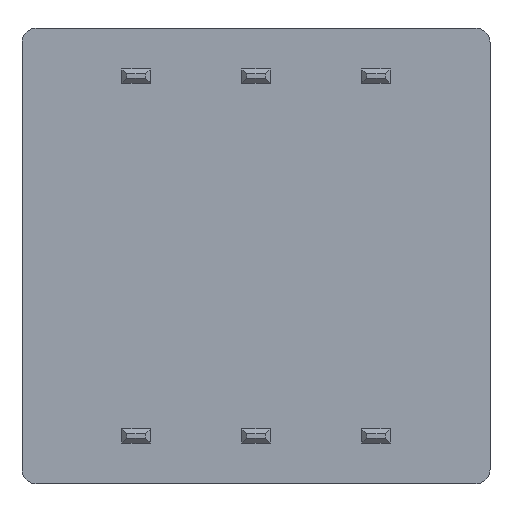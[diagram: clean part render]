
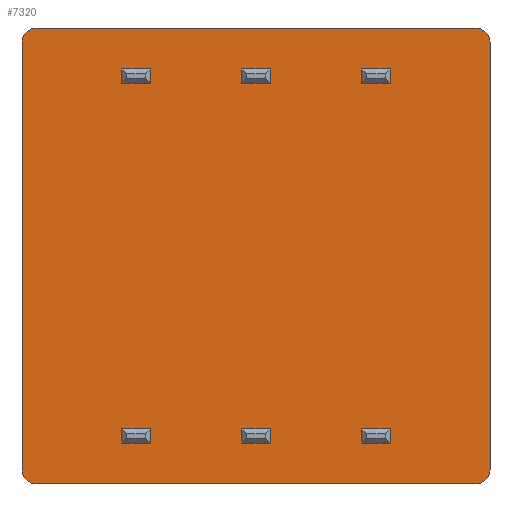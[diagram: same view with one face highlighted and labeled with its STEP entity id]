
A CAD part, front view. The second image highlights one B-rep face of the part: STEP entity #7320.
In plain terms, the highlighted planar face has unit normal (0, -1, 0).
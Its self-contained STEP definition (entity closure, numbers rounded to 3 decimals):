
#513=FACE_BOUND('',#1526,.T.);
#514=FACE_BOUND('',#1527,.T.);
#515=FACE_BOUND('',#1528,.T.);
#516=FACE_BOUND('',#1529,.T.);
#517=FACE_BOUND('',#1530,.T.);
#518=FACE_BOUND('',#1531,.T.);
#735=PLANE('',#7589);
#1116=FACE_OUTER_BOUND('',#1525,.T.);
#1525=EDGE_LOOP('',(#6573,#6574,#6575,#6576,#6577,#6578,#6579,#6580));
#1526=EDGE_LOOP('',(#6581,#6582,#6583,#6584));
#1527=EDGE_LOOP('',(#6585,#6586,#6587,#6588));
#1528=EDGE_LOOP('',(#6589,#6590,#6591,#6592));
#1529=EDGE_LOOP('',(#6593,#6594,#6595,#6596));
#1530=EDGE_LOOP('',(#6597,#6598,#6599,#6600));
#1531=EDGE_LOOP('',(#6601,#6602,#6603,#6604));
#1536=LINE('',#8776,#2213);
#1640=LINE('',#9557,#2317);
#1649=LINE('',#9579,#2326);
#1665=LINE('',#9616,#2342);
#1668=LINE('',#9621,#2345);
#1682=LINE('',#9651,#2359);
#1685=LINE('',#9656,#2362);
#1699=LINE('',#9686,#2376);
#1702=LINE('',#9691,#2379);
#1716=LINE('',#9721,#2393);
#1719=LINE('',#9726,#2396);
#1733=LINE('',#9756,#2410);
#1736=LINE('',#9761,#2413);
#1750=LINE('',#9791,#2427);
#1753=LINE('',#9796,#2430);
#1755=LINE('',#9801,#2432);
#1756=LINE('',#9803,#2433);
#1758=LINE('',#9807,#2435);
#1759=LINE('',#9809,#2436);
#1761=LINE('',#9813,#2438);
#1762=LINE('',#9815,#2439);
#1764=LINE('',#9819,#2441);
#1765=LINE('',#9821,#2442);
#1767=LINE('',#9825,#2444);
#1768=LINE('',#9827,#2445);
#1770=LINE('',#9831,#2447);
#1771=LINE('',#9833,#2448);
#2208=LINE('',#12840,#2885);
#2213=VECTOR('',#7604,10.);
#2317=VECTOR('',#7726,10.);
#2326=VECTOR('',#7745,10.);
#2342=VECTOR('',#7783,10.);
#2345=VECTOR('',#7788,10.);
#2359=VECTOR('',#7814,10.);
#2362=VECTOR('',#7819,10.);
#2376=VECTOR('',#7845,10.);
#2379=VECTOR('',#7850,10.);
#2393=VECTOR('',#7876,10.);
#2396=VECTOR('',#7881,10.);
#2410=VECTOR('',#7907,10.);
#2413=VECTOR('',#7912,10.);
#2427=VECTOR('',#7938,10.);
#2430=VECTOR('',#7943,10.);
#2432=VECTOR('',#7949,10.);
#2433=VECTOR('',#7952,10.);
#2435=VECTOR('',#7956,10.);
#2436=VECTOR('',#7959,10.);
#2438=VECTOR('',#7963,10.);
#2439=VECTOR('',#7966,10.);
#2441=VECTOR('',#7970,10.);
#2442=VECTOR('',#7973,10.);
#2444=VECTOR('',#7977,10.);
#2445=VECTOR('',#7980,10.);
#2447=VECTOR('',#7984,10.);
#2448=VECTOR('',#7987,10.);
#2885=VECTOR('',#8756,10.);
#2887=CIRCLE('',#7346,0.3);
#2893=CIRCLE('',#7355,0.3);
#2897=CIRCLE('',#7364,0.3);
#2898=CIRCLE('',#7367,0.3);
#2908=VERTEX_POINT('',#8766);
#2909=VERTEX_POINT('',#8768);
#2911=VERTEX_POINT('',#8774);
#3129=VERTEX_POINT('',#9550);
#3130=VERTEX_POINT('',#9552);
#3131=VERTEX_POINT('',#9556);
#3138=VERTEX_POINT('',#9576);
#3139=VERTEX_POINT('',#9578);
#3148=VERTEX_POINT('',#9613);
#3149=VERTEX_POINT('',#9615);
#3150=VERTEX_POINT('',#9619);
#3159=VERTEX_POINT('',#9648);
#3160=VERTEX_POINT('',#9650);
#3161=VERTEX_POINT('',#9654);
#3170=VERTEX_POINT('',#9683);
#3171=VERTEX_POINT('',#9685);
#3172=VERTEX_POINT('',#9689);
#3181=VERTEX_POINT('',#9718);
#3182=VERTEX_POINT('',#9720);
#3183=VERTEX_POINT('',#9724);
#3192=VERTEX_POINT('',#9753);
#3193=VERTEX_POINT('',#9755);
#3194=VERTEX_POINT('',#9759);
#3203=VERTEX_POINT('',#9788);
#3204=VERTEX_POINT('',#9790);
#3205=VERTEX_POINT('',#9794);
#3206=VERTEX_POINT('',#9799);
#3207=VERTEX_POINT('',#9805);
#3208=VERTEX_POINT('',#9811);
#3209=VERTEX_POINT('',#9817);
#3210=VERTEX_POINT('',#9823);
#3211=VERTEX_POINT('',#9829);
#3574=EDGE_CURVE('',#2908,#2909,#2887,.T.);
#3578=EDGE_CURVE('',#2911,#2908,#1536,.T.);
#3798=EDGE_CURVE('',#3129,#3130,#2893,.T.);
#3800=EDGE_CURVE('',#3130,#3131,#1640,.T.);
#3811=EDGE_CURVE('',#3138,#3139,#1649,.T.);
#3814=EDGE_CURVE('',#3131,#3138,#2897,.T.);
#3816=EDGE_CURVE('',#3139,#2911,#2898,.T.);
#3830=EDGE_CURVE('',#3149,#3148,#1665,.T.);
#3833=EDGE_CURVE('',#3148,#3150,#1668,.T.);
#3847=EDGE_CURVE('',#3160,#3159,#1682,.T.);
#3850=EDGE_CURVE('',#3159,#3161,#1685,.T.);
#3864=EDGE_CURVE('',#3171,#3170,#1699,.T.);
#3867=EDGE_CURVE('',#3170,#3172,#1702,.T.);
#3881=EDGE_CURVE('',#3182,#3181,#1716,.T.);
#3884=EDGE_CURVE('',#3181,#3183,#1719,.T.);
#3898=EDGE_CURVE('',#3193,#3192,#1733,.T.);
#3901=EDGE_CURVE('',#3192,#3194,#1736,.T.);
#3915=EDGE_CURVE('',#3204,#3203,#1750,.T.);
#3918=EDGE_CURVE('',#3203,#3205,#1753,.T.);
#3920=EDGE_CURVE('',#3183,#3206,#1755,.T.);
#3921=EDGE_CURVE('',#3206,#3182,#1756,.T.);
#3923=EDGE_CURVE('',#3205,#3207,#1758,.T.);
#3924=EDGE_CURVE('',#3207,#3204,#1759,.T.);
#3926=EDGE_CURVE('',#3172,#3208,#1761,.T.);
#3927=EDGE_CURVE('',#3208,#3171,#1762,.T.);
#3929=EDGE_CURVE('',#3161,#3209,#1764,.T.);
#3930=EDGE_CURVE('',#3209,#3160,#1765,.T.);
#3932=EDGE_CURVE('',#3150,#3210,#1767,.T.);
#3933=EDGE_CURVE('',#3210,#3149,#1768,.T.);
#3935=EDGE_CURVE('',#3194,#3211,#1770,.T.);
#3936=EDGE_CURVE('',#3211,#3193,#1771,.T.);
#4582=EDGE_CURVE('',#2909,#3129,#2208,.T.);
#6573=ORIENTED_EDGE('',*,*,#3574,.F.);
#6574=ORIENTED_EDGE('',*,*,#3578,.F.);
#6575=ORIENTED_EDGE('',*,*,#3816,.F.);
#6576=ORIENTED_EDGE('',*,*,#3811,.F.);
#6577=ORIENTED_EDGE('',*,*,#3814,.F.);
#6578=ORIENTED_EDGE('',*,*,#3800,.F.);
#6579=ORIENTED_EDGE('',*,*,#3798,.F.);
#6580=ORIENTED_EDGE('',*,*,#4582,.F.);
#6581=ORIENTED_EDGE('',*,*,#3881,.T.);
#6582=ORIENTED_EDGE('',*,*,#3884,.T.);
#6583=ORIENTED_EDGE('',*,*,#3920,.T.);
#6584=ORIENTED_EDGE('',*,*,#3921,.T.);
#6585=ORIENTED_EDGE('',*,*,#3923,.T.);
#6586=ORIENTED_EDGE('',*,*,#3924,.T.);
#6587=ORIENTED_EDGE('',*,*,#3915,.T.);
#6588=ORIENTED_EDGE('',*,*,#3918,.T.);
#6589=ORIENTED_EDGE('',*,*,#3864,.T.);
#6590=ORIENTED_EDGE('',*,*,#3867,.T.);
#6591=ORIENTED_EDGE('',*,*,#3926,.T.);
#6592=ORIENTED_EDGE('',*,*,#3927,.T.);
#6593=ORIENTED_EDGE('',*,*,#3847,.T.);
#6594=ORIENTED_EDGE('',*,*,#3850,.T.);
#6595=ORIENTED_EDGE('',*,*,#3929,.T.);
#6596=ORIENTED_EDGE('',*,*,#3930,.T.);
#6597=ORIENTED_EDGE('',*,*,#3830,.T.);
#6598=ORIENTED_EDGE('',*,*,#3833,.T.);
#6599=ORIENTED_EDGE('',*,*,#3932,.T.);
#6600=ORIENTED_EDGE('',*,*,#3933,.T.);
#6601=ORIENTED_EDGE('',*,*,#3935,.T.);
#6602=ORIENTED_EDGE('',*,*,#3936,.T.);
#6603=ORIENTED_EDGE('',*,*,#3898,.T.);
#6604=ORIENTED_EDGE('',*,*,#3901,.T.);
#7320=ADVANCED_FACE('',(#1116,#513,#514,#515,#516,#517,#518),#735,.F.);
#7346=AXIS2_PLACEMENT_3D('',#8769,#7597,#7598);
#7355=AXIS2_PLACEMENT_3D('',#9553,#7721,#7722);
#7364=AXIS2_PLACEMENT_3D('',#9583,#7751,#7752);
#7367=AXIS2_PLACEMENT_3D('',#9587,#7758,#7759);
#7589=AXIS2_PLACEMENT_3D('',#12842,#8759,#8760);
#7597=DIRECTION('center_axis',(0.,1.,0.));
#7598=DIRECTION('ref_axis',(0.707,0.,-0.707));
#7604=DIRECTION('',(0.,0.,-1.));
#7721=DIRECTION('center_axis',(0.,1.,0.));
#7722=DIRECTION('ref_axis',(-0.707,0.,-0.707));
#7726=DIRECTION('',(0.,0.,1.));
#7745=DIRECTION('',(1.,0.,0.));
#7751=DIRECTION('center_axis',(0.,1.,0.));
#7752=DIRECTION('ref_axis',(-0.707,0.,0.707));
#7758=DIRECTION('center_axis',(0.,1.,0.));
#7759=DIRECTION('ref_axis',(0.707,0.,0.707));
#7783=DIRECTION('',(1.,0.,0.));
#7788=DIRECTION('',(0.,0.,-1.));
#7814=DIRECTION('',(1.,0.,0.));
#7819=DIRECTION('',(0.,0.,-1.));
#7845=DIRECTION('',(1.,0.,0.));
#7850=DIRECTION('',(0.,0.,-1.));
#7876=DIRECTION('',(1.,0.,0.));
#7881=DIRECTION('',(0.,0.,-1.));
#7907=DIRECTION('',(-1.,0.,0.));
#7912=DIRECTION('',(0.,0.,1.));
#7938=DIRECTION('',(-1.,0.,0.));
#7943=DIRECTION('',(0.,0.,1.));
#7949=DIRECTION('',(-1.,0.,0.));
#7952=DIRECTION('',(0.,0.,1.));
#7956=DIRECTION('',(1.,0.,0.));
#7959=DIRECTION('',(0.,0.,-1.));
#7963=DIRECTION('',(-1.,0.,0.));
#7966=DIRECTION('',(0.,0.,1.));
#7970=DIRECTION('',(-1.,0.,0.));
#7973=DIRECTION('',(0.,0.,1.));
#7977=DIRECTION('',(-1.,0.,0.));
#7980=DIRECTION('',(0.,0.,1.));
#7984=DIRECTION('',(1.,0.,0.));
#7987=DIRECTION('',(0.,0.,-1.));
#8756=DIRECTION('',(-1.,0.,0.));
#8759=DIRECTION('center_axis',(0.,1.,0.));
#8760=DIRECTION('ref_axis',(0.,0.,1.));
#8766=CARTESIAN_POINT('',(4.955,0.,-4.525));
#8768=CARTESIAN_POINT('',(4.655,0.,-4.825));
#8769=CARTESIAN_POINT('Origin',(4.655,0.,-4.525));
#8774=CARTESIAN_POINT('',(4.955,0.,4.525));
#8776=CARTESIAN_POINT('',(4.955,0.,4.825));
#9550=CARTESIAN_POINT('',(-4.655,0.,-4.825));
#9552=CARTESIAN_POINT('',(-4.955,0.,-4.525));
#9553=CARTESIAN_POINT('Origin',(-4.655,0.,-4.525));
#9556=CARTESIAN_POINT('',(-4.955,0.,4.525));
#9557=CARTESIAN_POINT('',(-4.955,0.,-4.825));
#9576=CARTESIAN_POINT('',(-4.655,0.,4.825));
#9578=CARTESIAN_POINT('',(4.655,0.,4.825));
#9579=CARTESIAN_POINT('',(-4.955,0.,4.825));
#9583=CARTESIAN_POINT('Origin',(-4.655,0.,4.525));
#9587=CARTESIAN_POINT('Origin',(4.655,0.,4.525));
#9613=CARTESIAN_POINT('',(0.3,0.,3.96));
#9615=CARTESIAN_POINT('',(-0.3,0.,3.96));
#9616=CARTESIAN_POINT('',(0.15,0.,3.96));
#9619=CARTESIAN_POINT('',(0.3,0.,3.66));
#9621=CARTESIAN_POINT('',(0.3,0.,1.83));
#9648=CARTESIAN_POINT('',(-2.24,0.,3.96));
#9650=CARTESIAN_POINT('',(-2.84,0.,3.96));
#9651=CARTESIAN_POINT('',(-1.12,0.,3.96));
#9654=CARTESIAN_POINT('',(-2.24,0.,3.66));
#9656=CARTESIAN_POINT('',(-2.24,0.,1.83));
#9683=CARTESIAN_POINT('',(0.3,0.,-3.66));
#9685=CARTESIAN_POINT('',(-0.3,0.,-3.66));
#9686=CARTESIAN_POINT('',(0.15,0.,-3.66));
#9689=CARTESIAN_POINT('',(0.3,0.,-3.96));
#9691=CARTESIAN_POINT('',(0.3,0.,-1.98));
#9718=CARTESIAN_POINT('',(-2.24,0.,-3.66));
#9720=CARTESIAN_POINT('',(-2.84,0.,-3.66));
#9721=CARTESIAN_POINT('',(-1.12,0.,-3.66));
#9724=CARTESIAN_POINT('',(-2.24,0.,-3.96));
#9726=CARTESIAN_POINT('',(-2.24,0.,-1.98));
#9753=CARTESIAN_POINT('',(2.24,0.,-3.96));
#9755=CARTESIAN_POINT('',(2.84,0.,-3.96));
#9756=CARTESIAN_POINT('',(1.12,0.,-3.96));
#9759=CARTESIAN_POINT('',(2.24,0.,-3.66));
#9761=CARTESIAN_POINT('',(2.24,0.,-1.83));
#9788=CARTESIAN_POINT('',(2.24,0.,3.66));
#9790=CARTESIAN_POINT('',(2.84,0.,3.66));
#9791=CARTESIAN_POINT('',(1.12,0.,3.66));
#9794=CARTESIAN_POINT('',(2.24,0.,3.96));
#9796=CARTESIAN_POINT('',(2.24,0.,1.98));
#9799=CARTESIAN_POINT('',(-2.84,0.,-3.96));
#9801=CARTESIAN_POINT('',(-1.42,0.,-3.96));
#9803=CARTESIAN_POINT('',(-2.84,0.,-1.83));
#9805=CARTESIAN_POINT('',(2.84,0.,3.96));
#9807=CARTESIAN_POINT('',(1.42,0.,3.96));
#9809=CARTESIAN_POINT('',(2.84,0.,1.83));
#9811=CARTESIAN_POINT('',(-0.3,0.,-3.96));
#9813=CARTESIAN_POINT('',(-0.15,0.,-3.96));
#9815=CARTESIAN_POINT('',(-0.3,0.,-1.83));
#9817=CARTESIAN_POINT('',(-2.84,0.,3.66));
#9819=CARTESIAN_POINT('',(-1.42,0.,3.66));
#9821=CARTESIAN_POINT('',(-2.84,0.,1.98));
#9823=CARTESIAN_POINT('',(-0.3,0.,3.66));
#9825=CARTESIAN_POINT('',(-0.15,0.,3.66));
#9827=CARTESIAN_POINT('',(-0.3,0.,1.98));
#9829=CARTESIAN_POINT('',(2.84,0.,-3.66));
#9831=CARTESIAN_POINT('',(1.42,0.,-3.66));
#9833=CARTESIAN_POINT('',(2.84,0.,-1.98));
#12840=CARTESIAN_POINT('',(4.955,0.,-4.825));
#12842=CARTESIAN_POINT('Origin',(0.,0.,0.));
